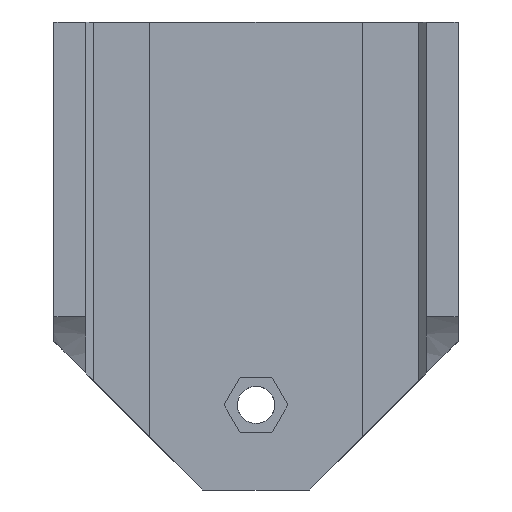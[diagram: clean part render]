
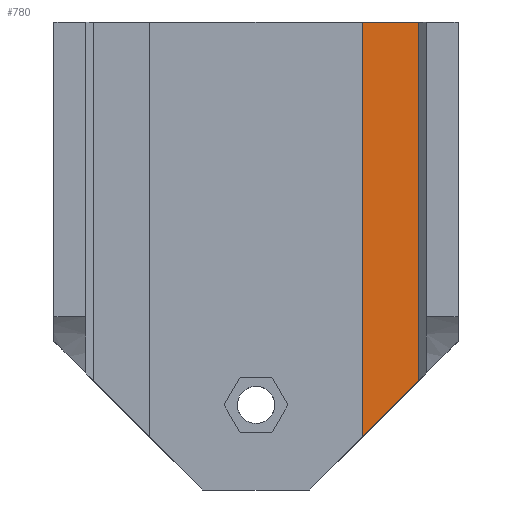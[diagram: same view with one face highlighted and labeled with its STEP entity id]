
A CAD part, front view. The second image highlights one B-rep face of the part: STEP entity #780.
In plain terms, the highlighted planar face has unit normal (0, -1, 0).
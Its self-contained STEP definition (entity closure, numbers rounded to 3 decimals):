
#32 = PLANE('',#33);
#33 = AXIS2_PLACEMENT_3D('',#34,#35,#36);
#34 = CARTESIAN_POINT('',(-19.,10.,-76.));
#35 = DIRECTION('',(0.,0.,1.));
#36 = DIRECTION('',(1.,0.,0.));
#383 = VERTEX_POINT('',#384);
#384 = CARTESIAN_POINT('',(10.,16.,-76.));
#397 = PLANE('',#398);
#398 = AXIS2_PLACEMENT_3D('',#399,#400,#401);
#399 = CARTESIAN_POINT('',(10.,-44.,-116.));
#400 = DIRECTION('',(1.,0.,0.));
#401 = DIRECTION('',(0.,0.,1.));
#408 = EDGE_CURVE('',#409,#383,#411,.T.);
#409 = VERTEX_POINT('',#410);
#410 = CARTESIAN_POINT('',(15.3,16.,-76.));
#411 = SURFACE_CURVE('',#412,(#416,#422),.PCURVE_S1.);
#412 = LINE('',#413,#414);
#413 = CARTESIAN_POINT('',(-4.5,16.,-76.));
#414 = VECTOR('',#415,1.);
#415 = DIRECTION('',(-1.,0.,0.));
#416 = PCURVE('',#32,#417);
#417 = DEFINITIONAL_REPRESENTATION('',(#418),#421);
#418 = B_SPLINE_CURVE_WITH_KNOTS('',1,(#419,#420),.UNSPECIFIED.,.F.,.F.,
  (2,2),(-20.5,-14.5),.PIECEWISE_BEZIER_KNOTS.);
#419 = CARTESIAN_POINT('',(35.,6.));
#420 = CARTESIAN_POINT('',(29.,6.));
#421 = ( GEOMETRIC_REPRESENTATION_CONTEXT(2) 
PARAMETRIC_REPRESENTATION_CONTEXT() REPRESENTATION_CONTEXT('2D SPACE',''
  ) );
#422 = PCURVE('',#423,#428);
#423 = PLANE('',#424);
#424 = AXIS2_PLACEMENT_3D('',#425,#426,#427);
#425 = CARTESIAN_POINT('',(10.,16.,-116.));
#426 = DIRECTION('',(0.,1.,0.));
#427 = DIRECTION('',(0.,0.,1.));
#428 = DEFINITIONAL_REPRESENTATION('',(#429),#432);
#429 = B_SPLINE_CURVE_WITH_KNOTS('',1,(#430,#431),.UNSPECIFIED.,.F.,.F.,
  (2,2),(-20.5,-14.5),.PIECEWISE_BEZIER_KNOTS.);
#430 = CARTESIAN_POINT('',(40.,6.));
#431 = CARTESIAN_POINT('',(40.,0.));
#432 = ( GEOMETRIC_REPRESENTATION_CONTEXT(2) 
PARAMETRIC_REPRESENTATION_CONTEXT() REPRESENTATION_CONTEXT('2D SPACE',''
  ) );
#448 = PLANE('',#449);
#449 = AXIS2_PLACEMENT_3D('',#450,#451,#452);
#450 = CARTESIAN_POINT('',(15.65,15.65,-109.));
#451 = DIRECTION('',(0.707,0.707,0.));
#452 = DIRECTION('',(0.,0.,-1.));
#509 = PLANE('',#510);
#510 = AXIS2_PLACEMENT_3D('',#511,#512,#513);
#511 = CARTESIAN_POINT('',(12.,10.,-113.));
#512 = DIRECTION('',(-0.707,0.,0.707));
#513 = DIRECTION('',(0.,1.,0.));
#689 = VERTEX_POINT('',#690);
#690 = CARTESIAN_POINT('',(15.3,16.,-109.7));
#713 = EDGE_CURVE('',#689,#409,#714,.T.);
#714 = SURFACE_CURVE('',#715,(#719,#726),.PCURVE_S1.);
#715 = LINE('',#716,#717);
#716 = CARTESIAN_POINT('',(15.3,16.,-109.));
#717 = VECTOR('',#718,1.);
#718 = DIRECTION('',(0.,0.,1.));
#719 = PCURVE('',#448,#720);
#720 = DEFINITIONAL_REPRESENTATION('',(#721),#725);
#721 = LINE('',#722,#723);
#722 = CARTESIAN_POINT('',(-0.,0.495));
#723 = VECTOR('',#724,1.);
#724 = DIRECTION('',(-1.,0.));
#725 = ( GEOMETRIC_REPRESENTATION_CONTEXT(2) 
PARAMETRIC_REPRESENTATION_CONTEXT() REPRESENTATION_CONTEXT('2D SPACE',''
  ) );
#726 = PCURVE('',#423,#727);
#727 = DEFINITIONAL_REPRESENTATION('',(#728),#732);
#728 = LINE('',#729,#730);
#729 = CARTESIAN_POINT('',(7.,5.3));
#730 = VECTOR('',#731,1.);
#731 = DIRECTION('',(1.,0.));
#732 = ( GEOMETRIC_REPRESENTATION_CONTEXT(2) 
PARAMETRIC_REPRESENTATION_CONTEXT() REPRESENTATION_CONTEXT('2D SPACE',''
  ) );
#780 = ADVANCED_FACE('',(#781),#423,.F.);
#781 = FACE_BOUND('',#782,.F.);
#782 = EDGE_LOOP('',(#783,#784,#785,#806));
#783 = ORIENTED_EDGE('',*,*,#408,.F.);
#784 = ORIENTED_EDGE('',*,*,#713,.F.);
#785 = ORIENTED_EDGE('',*,*,#786,.T.);
#786 = EDGE_CURVE('',#689,#787,#789,.T.);
#787 = VERTEX_POINT('',#788);
#788 = CARTESIAN_POINT('',(10.,16.,-115.));
#789 = SURFACE_CURVE('',#790,(#794,#800),.PCURVE_S1.);
#790 = LINE('',#791,#792);
#791 = CARTESIAN_POINT('',(10.75,16.,-114.25));
#792 = VECTOR('',#793,1.);
#793 = DIRECTION('',(-0.707,0.,-0.707));
#794 = PCURVE('',#423,#795);
#795 = DEFINITIONAL_REPRESENTATION('',(#796),#799);
#796 = B_SPLINE_CURVE_WITH_KNOTS('',1,(#797,#798),.UNSPECIFIED.,.F.,.F.,
  (2,2),(-7.425,1.061),.PIECEWISE_BEZIER_KNOTS.);
#797 = CARTESIAN_POINT('',(7.,6.));
#798 = CARTESIAN_POINT('',(1.,0.));
#799 = ( GEOMETRIC_REPRESENTATION_CONTEXT(2) 
PARAMETRIC_REPRESENTATION_CONTEXT() REPRESENTATION_CONTEXT('2D SPACE',''
  ) );
#800 = PCURVE('',#509,#801);
#801 = DEFINITIONAL_REPRESENTATION('',(#802),#805);
#802 = B_SPLINE_CURVE_WITH_KNOTS('',1,(#803,#804),.UNSPECIFIED.,.F.,.F.,
  (2,2),(-7.425,1.061),.PIECEWISE_BEZIER_KNOTS.);
#803 = CARTESIAN_POINT('',(6.,-5.657));
#804 = CARTESIAN_POINT('',(6.,2.828));
#805 = ( GEOMETRIC_REPRESENTATION_CONTEXT(2) 
PARAMETRIC_REPRESENTATION_CONTEXT() REPRESENTATION_CONTEXT('2D SPACE',''
  ) );
#806 = ORIENTED_EDGE('',*,*,#807,.T.);
#807 = EDGE_CURVE('',#787,#383,#808,.T.);
#808 = SURFACE_CURVE('',#809,(#813,#820),.PCURVE_S1.);
#809 = LINE('',#810,#811);
#810 = CARTESIAN_POINT('',(10.,16.,-116.));
#811 = VECTOR('',#812,1.);
#812 = DIRECTION('',(0.,0.,1.));
#813 = PCURVE('',#423,#814);
#814 = DEFINITIONAL_REPRESENTATION('',(#815),#819);
#815 = LINE('',#816,#817);
#816 = CARTESIAN_POINT('',(0.,0.));
#817 = VECTOR('',#818,1.);
#818 = DIRECTION('',(1.,0.));
#819 = ( GEOMETRIC_REPRESENTATION_CONTEXT(2) 
PARAMETRIC_REPRESENTATION_CONTEXT() REPRESENTATION_CONTEXT('2D SPACE',''
  ) );
#820 = PCURVE('',#397,#821);
#821 = DEFINITIONAL_REPRESENTATION('',(#822),#826);
#822 = LINE('',#823,#824);
#823 = CARTESIAN_POINT('',(0.,-60.));
#824 = VECTOR('',#825,1.);
#825 = DIRECTION('',(1.,0.));
#826 = ( GEOMETRIC_REPRESENTATION_CONTEXT(2) 
PARAMETRIC_REPRESENTATION_CONTEXT() REPRESENTATION_CONTEXT('2D SPACE',''
  ) );
